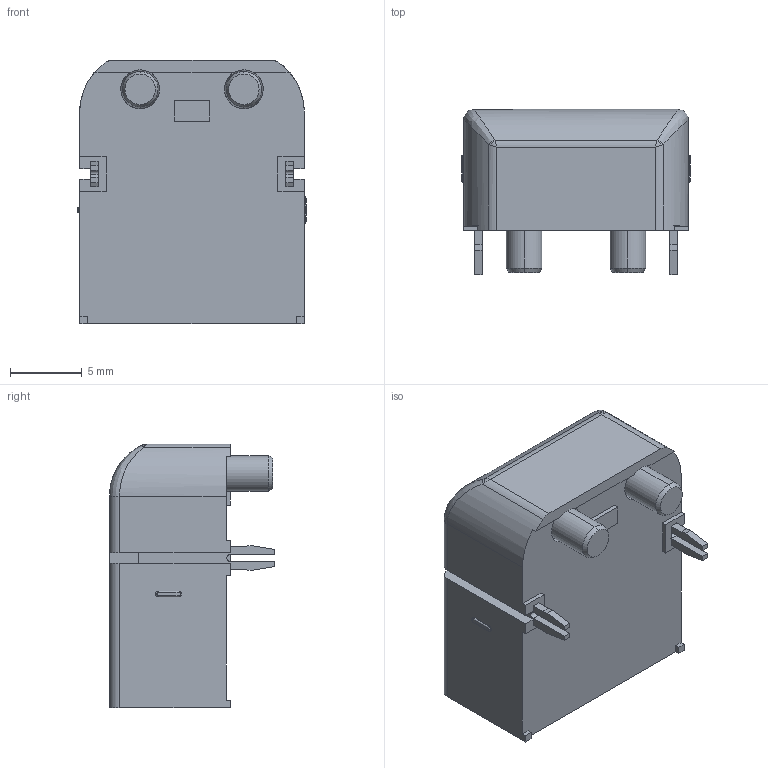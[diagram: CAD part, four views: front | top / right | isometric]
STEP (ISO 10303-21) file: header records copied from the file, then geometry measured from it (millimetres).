
FILE_DESCRIPTION (( 'STEP AP214' ), '1' );
FILE_NAME ('Amass XT60PW-M20.step', '2024-08-18T06:10:52+00:00', 'Stefan Hamminga', '', '', '', '');
FILE_SCHEMA (( 'AUTOMOTIVE_DESIGN' ));
Length unit declared in the file: millimetre
Products named in the file (1): Amass XT60PW-M20
Bounding box: 15.9 x 11.46 x 18.3 mm (x, y, z)
Volume: 1552.6 mm3; surface area: 2292.7 mm2
Topology: 5 solids, 5 shells, 246 faces, 626 edges, 400 vertices
Faces by surface type: plane 124, cylinder 64, torus 28, cone 24, bspline 6
Entity records: 7808 total; most frequent: CARTESIAN_POINT 1795, ORIENTED_EDGE 1248, DIRECTION 1226, EDGE_CURVE 624, AXIS2_PLACEMENT_3D 427, VERTEX_POINT 400, VECTOR 372, LINE 372
